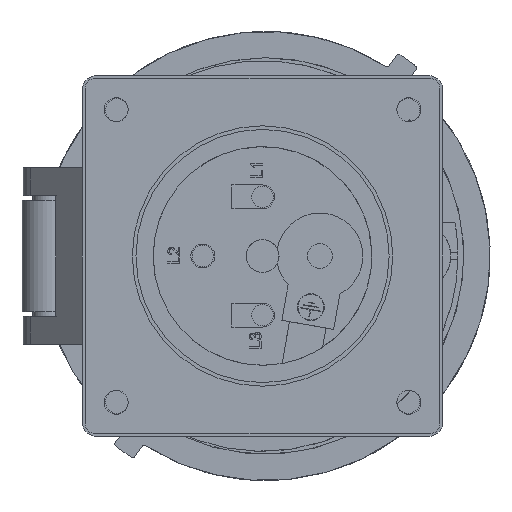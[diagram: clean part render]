
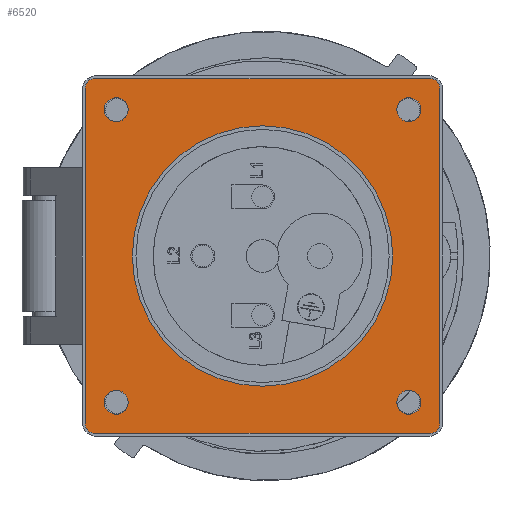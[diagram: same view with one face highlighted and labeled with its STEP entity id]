
A CAD part, left-side view. The second image highlights one B-rep face of the part: STEP entity #6520.
In plain terms, the highlighted face is planar.
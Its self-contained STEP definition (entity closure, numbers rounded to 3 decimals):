
#28 = VERTEX_POINT ( 'NONE', #12362 ) ;
#417 = CARTESIAN_POINT ( 'NONE',  ( -28.125, 30.625, 2. ) ) ;
#477 = CIRCLE ( 'NONE', #10723, 2. ) ;
#517 = VERTEX_POINT ( 'NONE', #417 ) ;
#673 = VERTEX_POINT ( 'NONE', #13738 ) ;
#900 = DIRECTION ( 'NONE',  ( 0., 0., 1. ) ) ;
#1122 = VECTOR ( 'NONE', #2799, 1000. ) ;
#1187 = EDGE_LOOP ( 'NONE', ( #5598 ) ) ;
#1445 = CIRCLE ( 'NONE', #16336, 2. ) ;
#1926 = VERTEX_POINT ( 'NONE', #8882 ) ;
#1949 = DIRECTION ( 'NONE',  ( -1., 0., 0. ) ) ;
#1958 = CARTESIAN_POINT ( 'NONE',  ( 37.125, 37.125, 2. ) ) ;
#2098 = DIRECTION ( 'NONE',  ( 0., 0., 1. ) ) ;
#2327 = EDGE_LOOP ( 'NONE', ( #13044, #7017, #16907, #17154, #11630, #11874, #4787, #7379 ) ) ;
#2365 = EDGE_CURVE ( 'NONE', #16664, #1926, #6563, .T. ) ;
#2390 = DIRECTION ( 'NONE',  ( 1., 0., 0. ) ) ;
#2651 = LINE ( 'NONE', #7120, #14851 ) ;
#2700 = DIRECTION ( 'NONE',  ( -1., 0., 0. ) ) ;
#2799 = DIRECTION ( 'NONE',  ( -1., 0., 0. ) ) ;
#2874 = FACE_BOUND ( 'NONE', #6701, .T. ) ;
#3138 = CARTESIAN_POINT ( 'NONE',  ( -37.125, -35.125, 2. ) ) ;
#3156 = CARTESIAN_POINT ( 'NONE',  ( 35.125, -35.125, 2. ) ) ;
#3191 = LINE ( 'NONE', #17082, #11942 ) ;
#3345 = DIRECTION ( 'NONE',  ( 0., 0., 1. ) ) ;
#3412 = DIRECTION ( 'NONE',  ( 0., 1., 0. ) ) ;
#3845 = CARTESIAN_POINT ( 'NONE',  ( 30.625, -30.625, 2. ) ) ;
#3885 = VERTEX_POINT ( 'NONE', #13670 ) ;
#3940 = EDGE_CURVE ( 'NONE', #7193, #7193, #9755, .T. ) ;
#4072 = FACE_BOUND ( 'NONE', #7148, .T. ) ;
#4608 = VECTOR ( 'NONE', #3412, 1000. ) ;
#4736 = DIRECTION ( 'NONE',  ( 1., 0., 0. ) ) ;
#4784 = CARTESIAN_POINT ( 'NONE',  ( 35.125, 35.125, 2. ) ) ;
#4787 = ORIENTED_EDGE ( 'NONE', *, *, #14916, .T. ) ;
#4988 = ORIENTED_EDGE ( 'NONE', *, *, #3940, .F. ) ;
#5032 = DIRECTION ( 'NONE',  ( 1., 0., 0. ) ) ;
#5109 = CIRCLE ( 'NONE', #7750, 2.5 ) ;
#5132 = EDGE_LOOP ( 'NONE', ( #4988 ) ) ;
#5598 = ORIENTED_EDGE ( 'NONE', *, *, #5845, .F. ) ;
#5822 = DIRECTION ( 'NONE',  ( -1., 0., 0. ) ) ;
#5845 = EDGE_CURVE ( 'NONE', #517, #517, #14756, .T. ) ;
#5995 = DIRECTION ( 'NONE',  ( 0., 0., 1. ) ) ;
#6310 = AXIS2_PLACEMENT_3D ( 'NONE', #10913, #15197, #16463 ) ;
#6429 = AXIS2_PLACEMENT_3D ( 'NONE', #15672, #5995, #7744 ) ;
#6485 = DIRECTION ( 'NONE',  ( -1., 0., 0. ) ) ;
#6520 = ADVANCED_FACE ( 'NONE', ( #15309, #15149, #16590, #4072, #15226, #2874 ), #9501, .F. ) ;
#6563 = CIRCLE ( 'NONE', #10945, 2. ) ;
#6701 = EDGE_LOOP ( 'NONE', ( #10574 ) ) ;
#6737 = VERTEX_POINT ( 'NONE', #12227 ) ;
#6895 = AXIS2_PLACEMENT_3D ( 'NONE', #15056, #12323, #2700 ) ;
#7017 = ORIENTED_EDGE ( 'NONE', *, *, #14211, .T. ) ;
#7120 = CARTESIAN_POINT ( 'NONE',  ( -37.125, 37.125, 2. ) ) ;
#7148 = EDGE_LOOP ( 'NONE', ( #7448 ) ) ;
#7193 = VERTEX_POINT ( 'NONE', #16601 ) ;
#7306 = EDGE_CURVE ( 'NONE', #9812, #15224, #477, .T. ) ;
#7379 = ORIENTED_EDGE ( 'NONE', *, *, #7306, .T. ) ;
#7448 = ORIENTED_EDGE ( 'NONE', *, *, #17001, .F. ) ;
#7544 = CIRCLE ( 'NONE', #15698, 2. ) ;
#7696 = DIRECTION ( 'NONE',  ( 0., 0., 1. ) ) ;
#7702 = VERTEX_POINT ( 'NONE', #8436 ) ;
#7744 = DIRECTION ( 'NONE',  ( 1., 0., 0. ) ) ;
#7750 = AXIS2_PLACEMENT_3D ( 'NONE', #10707, #2098, #5032 ) ;
#7924 = VERTEX_POINT ( 'NONE', #13578 ) ;
#8286 = CARTESIAN_POINT ( 'NONE',  ( -35.125, -37.125, 2. ) ) ;
#8403 = DIRECTION ( 'NONE',  ( 0., -1., 0. ) ) ;
#8436 = CARTESIAN_POINT ( 'NONE',  ( 37.125, 35.125, 2. ) ) ;
#8802 = DIRECTION ( 'NONE',  ( 0., 0., 1. ) ) ;
#8882 = CARTESIAN_POINT ( 'NONE',  ( -37.125, 35.125, 2. ) ) ;
#9501 = PLANE ( 'NONE',  #6895 ) ;
#9516 = CARTESIAN_POINT ( 'NONE',  ( 37.125, 37.125, 2. ) ) ;
#9755 = CIRCLE ( 'NONE', #10686, 27.25 ) ;
#9812 = VERTEX_POINT ( 'NONE', #3138 ) ;
#10023 = DIRECTION ( 'NONE',  ( 0., 0., 1. ) ) ;
#10069 = DIRECTION ( 'NONE',  ( 1., 0., 0. ) ) ;
#10120 = CARTESIAN_POINT ( 'NONE',  ( 37.125, -35.125, 2. ) ) ;
#10144 = AXIS2_PLACEMENT_3D ( 'NONE', #3845, #7696, #2390 ) ;
#10328 = CARTESIAN_POINT ( 'NONE',  ( -35.125, -35.125, 2. ) ) ;
#10574 = ORIENTED_EDGE ( 'NONE', *, *, #15183, .F. ) ;
#10686 = AXIS2_PLACEMENT_3D ( 'NONE', #12959, #3345, #4736 ) ;
#10707 = CARTESIAN_POINT ( 'NONE',  ( -30.625, -30.625, 2. ) ) ;
#10715 = CARTESIAN_POINT ( 'NONE',  ( -35.125, 35.125, 2. ) ) ;
#10723 = AXIS2_PLACEMENT_3D ( 'NONE', #10328, #900, #6485 ) ;
#10913 = CARTESIAN_POINT ( 'NONE',  ( -30.625, 30.625, 2. ) ) ;
#10945 = AXIS2_PLACEMENT_3D ( 'NONE', #10715, #17246, #13166 ) ;
#11630 = ORIENTED_EDGE ( 'NONE', *, *, #14103, .T. ) ;
#11874 = ORIENTED_EDGE ( 'NONE', *, *, #2365, .T. ) ;
#11942 = VECTOR ( 'NONE', #10069, 1000. ) ;
#12227 = CARTESIAN_POINT ( 'NONE',  ( 33.125, -30.625, 2. ) ) ;
#12323 = DIRECTION ( 'NONE',  ( 0., 0., -1. ) ) ;
#12362 = CARTESIAN_POINT ( 'NONE',  ( 35.125, -37.125, 2. ) ) ;
#12875 = CARTESIAN_POINT ( 'NONE',  ( -35.125, 37.125, 2. ) ) ;
#12959 = CARTESIAN_POINT ( 'NONE',  ( 0., 0., 2. ) ) ;
#13044 = ORIENTED_EDGE ( 'NONE', *, *, #14548, .T. ) ;
#13111 = ORIENTED_EDGE ( 'NONE', *, *, #13669, .F. ) ;
#13166 = DIRECTION ( 'NONE',  ( -1., 0., 0. ) ) ;
#13578 = CARTESIAN_POINT ( 'NONE',  ( 33.125, 30.625, 2. ) ) ;
#13669 = EDGE_CURVE ( 'NONE', #6737, #6737, #18014, .T. ) ;
#13670 = CARTESIAN_POINT ( 'NONE',  ( -28.125, -30.625, 2. ) ) ;
#13738 = CARTESIAN_POINT ( 'NONE',  ( 35.125, 37.125, 2. ) ) ;
#14103 = EDGE_CURVE ( 'NONE', #673, #16664, #15070, .T. ) ;
#14211 = EDGE_CURVE ( 'NONE', #28, #14219, #7544, .T. ) ;
#14219 = VERTEX_POINT ( 'NONE', #10120 ) ;
#14548 = EDGE_CURVE ( 'NONE', #15224, #28, #3191, .T. ) ;
#14756 = CIRCLE ( 'NONE', #6310, 2.5 ) ;
#14851 = VECTOR ( 'NONE', #8403, 1000. ) ;
#14916 = EDGE_CURVE ( 'NONE', #1926, #9812, #2651, .T. ) ;
#15056 = CARTESIAN_POINT ( 'NONE',  ( 0., 0., 2. ) ) ;
#15070 = LINE ( 'NONE', #9516, #1122 ) ;
#15149 = FACE_BOUND ( 'NONE', #5132, .T. ) ;
#15183 = EDGE_CURVE ( 'NONE', #3885, #3885, #5109, .T. ) ;
#15197 = DIRECTION ( 'NONE',  ( 0., 0., 1. ) ) ;
#15224 = VERTEX_POINT ( 'NONE', #8286 ) ;
#15226 = FACE_BOUND ( 'NONE', #17243, .T. ) ;
#15309 = FACE_OUTER_BOUND ( 'NONE', #2327, .T. ) ;
#15672 = CARTESIAN_POINT ( 'NONE',  ( 30.625, 30.625, 2. ) ) ;
#15698 = AXIS2_PLACEMENT_3D ( 'NONE', #3156, #10023, #5822 ) ;
#15950 = EDGE_CURVE ( 'NONE', #14219, #7702, #16029, .T. ) ;
#16029 = LINE ( 'NONE', #1958, #4608 ) ;
#16336 = AXIS2_PLACEMENT_3D ( 'NONE', #4784, #8802, #1949 ) ;
#16463 = DIRECTION ( 'NONE',  ( 1., 0., 0. ) ) ;
#16590 = FACE_BOUND ( 'NONE', #1187, .T. ) ;
#16601 = CARTESIAN_POINT ( 'NONE',  ( 27.25, 0., 2. ) ) ;
#16664 = VERTEX_POINT ( 'NONE', #12875 ) ;
#16907 = ORIENTED_EDGE ( 'NONE', *, *, #15950, .T. ) ;
#17001 = EDGE_CURVE ( 'NONE', #7924, #7924, #17175, .T. ) ;
#17082 = CARTESIAN_POINT ( 'NONE',  ( 37.125, -37.125, 2. ) ) ;
#17154 = ORIENTED_EDGE ( 'NONE', *, *, #17374, .T. ) ;
#17175 = CIRCLE ( 'NONE', #6429, 2.5 ) ;
#17243 = EDGE_LOOP ( 'NONE', ( #13111 ) ) ;
#17246 = DIRECTION ( 'NONE',  ( 0., 0., 1. ) ) ;
#17374 = EDGE_CURVE ( 'NONE', #7702, #673, #1445, .T. ) ;
#18014 = CIRCLE ( 'NONE', #10144, 2.5 ) ;
